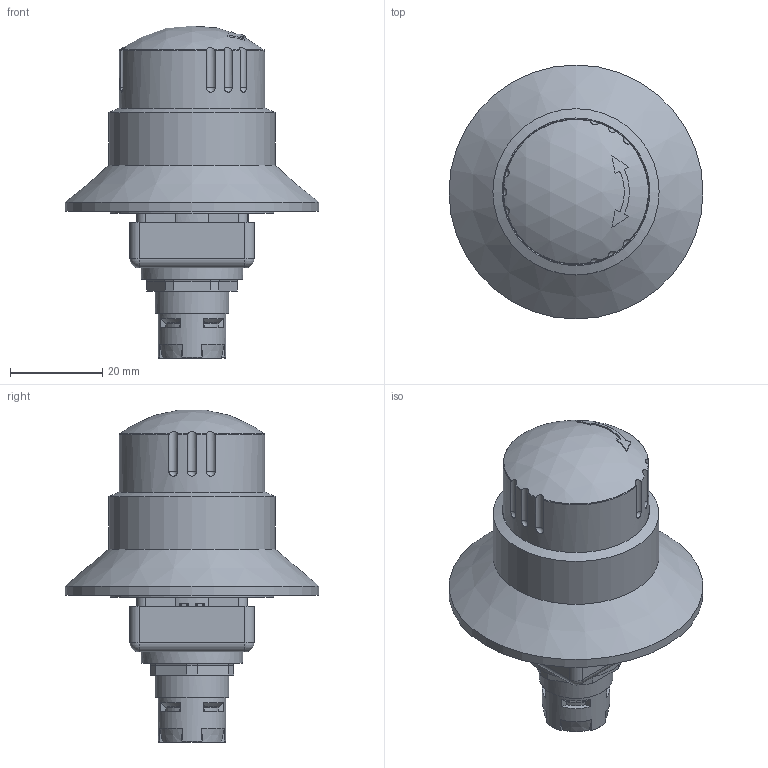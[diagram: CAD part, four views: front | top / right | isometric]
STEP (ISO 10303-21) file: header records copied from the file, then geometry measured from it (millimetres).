
FILE_DESCRIPTION(/* description */ (''),/* implementation_level */ '2;1');
FILE_NAME(/* name */ 'QXJBUV.stp',/* time_stamp */ '2017-08-22T13:23:10+02:00',/* author */ ('mharscher'),/* organization */ (''),/* preprocessor_version */ 'ST-DEVELOPER v16.1',/* originating_system */ 'Autodesk Inventor 2016',/* authorisation */ '');
FILE_SCHEMA (('AUTOMOTIVE_DESIGN { 1 0 10303 214 3 1 1 }'));
Length unit declared in the file: millimetre
Products named in the file (1): QXJBUV
Bounding box: 55 x 55 x 71.9 mm (x, y, z)
Volume: 43221.9 mm3; surface area: 19073 mm2
Topology: 1 solids, 1 shells, 506 faces, 1531 edges, 983 vertices
Faces by surface type: plane 200, cylinder 176, torus 56, cone 27, bspline 25, sphere 22
Full cylindrical faces by diameter (mm): 5 x1, 8.8 x1, 11.8 x1, 12.1 x1, 14.65 x1, 16 x2, 16.25 x1, 16.5 x1, 19.5 x1, 21 x1, 22 x1, 31.5 x1, 32 x1, 35.5 x1, 36 x1, 52 x1, 55 x1
Entity records: 20169 total; most frequent: CARTESIAN_POINT 6832, ORIENTED_EDGE 2952, DIRECTION 2688, EDGE_CURVE 1476, AXIS2_PLACEMENT_3D 1006, VERTEX_POINT 968, LINE 676, VECTOR 676
